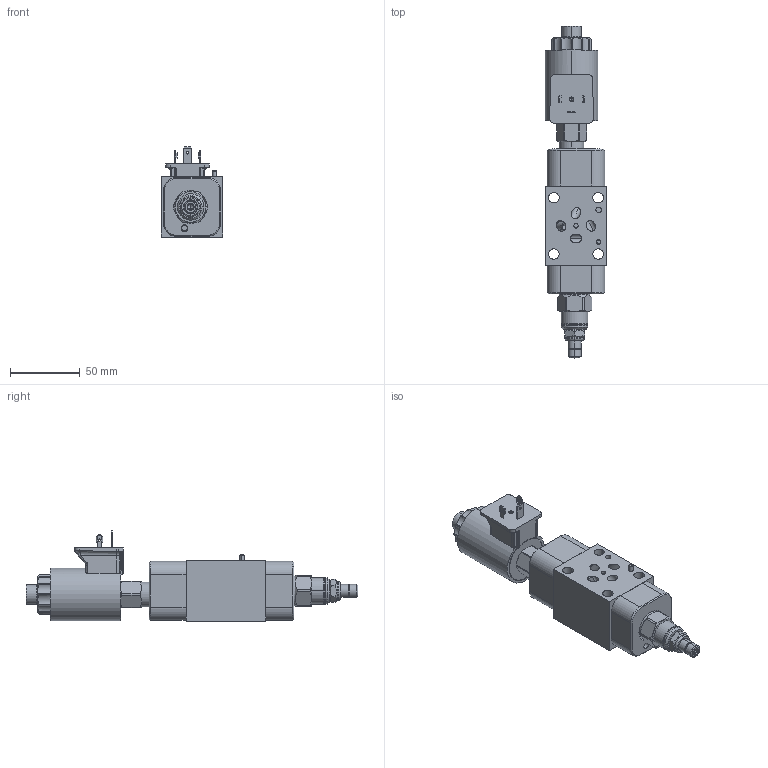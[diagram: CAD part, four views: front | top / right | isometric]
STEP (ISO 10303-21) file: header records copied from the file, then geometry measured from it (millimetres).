
FILE_DESCRIPTION((''),'2;1');
FILE_NAME('XRCMLANFA224_ASM','2019-11-05T',('ProEService'),(''),'PRO/ENGINEER BY PARAMETRIC TECHNOLOGY CORPORATION, 2014200','PRO/ENGINEER BY PARAMETRIC TECHNOLOGY CORPORATION, 2014200','');
FILE_SCHEMA(('CONFIG_CONTROL_DESIGN'));
Length unit declared in the file: inch
Products named in the file (9): 155-621; 811-001-006; DTAFMHN224; A330-006-002; RVCALAN; 850-004-188; 500-001-012; 700-002; XRCMLANFA224_ASM
Assembly tree (8 placements, depth 2):
  XRCMLANFA224_ASM
    155-621
    811-001-006
    DTAFMHN224
    A330-006-002
    RVCALAN
    850-004-188
    500-001-012
    700-002
Bounding box: 44.45 x 238.3 x 64.62 mm (x, y, z)
Volume: 254219.5 mm3; surface area: 81835.3 mm2
Topology: 9 solids, 10 shells, 1138 faces, 3157 edges, 2277 vertices
Faces by surface type: cylinder 403, plane 398, cone 186, torus 81, bspline 38, sphere 18, revolution 14
Entity records: 42960 total; most frequent: CARTESIAN_POINT 14376, DIRECTION 5910, ORIENTED_EDGE 5504, EDGE_CURVE 2752, AXIS2_PLACEMENT_3D 2130, VERTEX_POINT 1708, VECTOR 1636, LINE 1636
